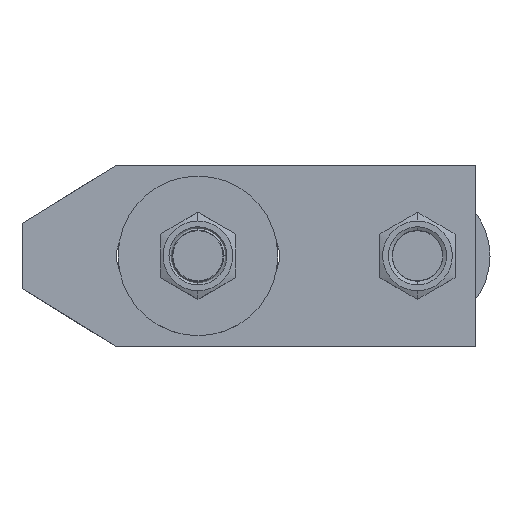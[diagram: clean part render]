
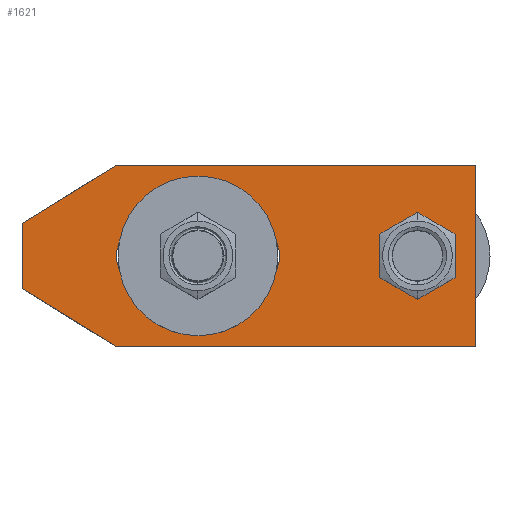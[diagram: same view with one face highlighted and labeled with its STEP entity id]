
A CAD part, top view. The second image highlights one B-rep face of the part: STEP entity #1621.
In plain terms, the highlighted planar face has unit normal (0, 0, 1).
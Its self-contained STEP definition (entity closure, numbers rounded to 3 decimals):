
#703=EDGE_CURVE('',#829,#1339,#1831,.T.);
#757=VERTEX_POINT('',#1892);
#829=VERTEX_POINT('',#1976);
#835=EDGE_CURVE('',#1339,#887,#1983,.T.);
#879=VERTEX_POINT('',#2033);
#887=VERTEX_POINT('',#2042);
#989=EDGE_CURVE('',#1039,#879,#2154,.T.);
#1017=EDGE_CURVE('',#1127,#1039,#2184,.T.);
#1039=VERTEX_POINT('',#2208);
#1085=EDGE_CURVE('',#1163,#1127,#2259,.T.);
#1127=VERTEX_POINT('',#2308);
#1131=EDGE_CURVE('',#757,#1271,#2312,.T.);
#1163=VERTEX_POINT('',#2348);
#1265=EDGE_CURVE('',#1489,#757,#2455,.T.);
#1271=VERTEX_POINT('',#2461);
#1287=EDGE_CURVE('',#1349,#1389,#2480,.T.);
#1339=VERTEX_POINT('',#2536);
#1349=VERTEX_POINT('',#2547);
#1369=EDGE_CURVE('',#887,#1489,#2569,.T.);
#1389=VERTEX_POINT('',#2590);
#1449=EDGE_CURVE('',#1271,#829,#2651,.T.);
#1477=EDGE_CURVE('',#1389,#1349,#2679,.T.);
#1489=VERTEX_POINT('',#2692);
#1521=EDGE_CURVE('',#879,#1163,#2728,.T.);
#1621=ADVANCED_FACE('',(#2841,#2842,#2843),#2844,.T.);
#1831=LINE('',#3121,#3122);
#1892=CARTESIAN_POINT('',(0.0,9.,25.0));
#1976=CARTESIAN_POINT('',(125.0,25.0,25.0));
#1983=LINE('',#3331,#3332);
#2033=CARTESIAN_POINT('',(35.0,-9.0,25.0));
#2042=CARTESIAN_POINT('',(26.0,-25.0,25.0));
#2154=LINE('',#3560,#3561);
#2184=CIRCLE('',#3615,9.0);
#2208=CARTESIAN_POINT('',(62.0,-9.0,25.0));
#2259=LINE('',#3733,#3734);
#2308=CARTESIAN_POINT('',(62.0,9.0,25.0));
#2312=LINE('',#3814,#3815);
#2348=CARTESIAN_POINT('',(35.0,9.0,25.0));
#2455=LINE('',#4065,#4066);
#2461=CARTESIAN_POINT('',(26.0,25.0,25.0));
#2480=CIRCLE('',#4097,8.0);
#2536=CARTESIAN_POINT('',(125.0,-25.0,25.0));
#2547=CARTESIAN_POINT('',(101.0,0.,25.0));
#2569=LINE('',#4222,#4223);
#2590=CARTESIAN_POINT('',(117.0,0.,25.0));
#2651=LINE('',#4389,#4390);
#2679=CIRCLE('',#4440,8.0);
#2692=CARTESIAN_POINT('',(0.0,-9.,25.0));
#2728=CIRCLE('',#4513,9.0);
#2841=FACE_BOUND('',#4672,.T.);
#2842=FACE_BOUND('',#4673,.T.);
#2843=FACE_OUTER_BOUND('',#4674,.T.);
#2844=PLANE('',#4675);
#3121=CARTESIAN_POINT('',(125.0,-25.0,25.0));
#3122=VECTOR('',#4931,1.0);
#3331=CARTESIAN_POINT('',(26.0,-25.0,25.0));
#3332=VECTOR('',#5137,1.0);
#3560=CARTESIAN_POINT('',(64.622,-9.0,25.0));
#3561=VECTOR('',#5323,1.0);
#3615=AXIS2_PLACEMENT_3D('',#5351,#5352,#5353);
#3733=CARTESIAN_POINT('',(51.122,9.0,25.0));
#3734=VECTOR('',#5435,1.0);
#3814=CARTESIAN_POINT('',(26.0,25.0,25.0));
#3815=VECTOR('',#5512,1.0);
#4065=CARTESIAN_POINT('',(0.0,9.,25.0));
#4066=VECTOR('',#5624,1.0);
#4097=AXIS2_PLACEMENT_3D('',#5659,#5660,#5661);
#4222=CARTESIAN_POINT('',(0.0,-9.,25.0));
#4223=VECTOR('',#5745,1.0);
#4389=CARTESIAN_POINT('',(125.0,25.0,25.0));
#4390=VECTOR('',#5785,1.0);
#4440=AXIS2_PLACEMENT_3D('',#5799,#5800,#5801);
#4513=AXIS2_PLACEMENT_3D('',#5862,#5863,#5864);
#4672=EDGE_LOOP('',(#6010,#6011));
#4673=EDGE_LOOP('',(#6012,#6013,#6014,#6015));
#4674=EDGE_LOOP('',(#6016,#6017,#6018,#6019,#6020,#6021));
#4675=AXIS2_PLACEMENT_3D('',#6022,#6023,#6024);
#4931=DIRECTION('',(0.0,-1.0,0.0));
#5137=DIRECTION('',(-1.0,0.0,0.0));
#5323=DIRECTION('',(-1.0,0.0,0.0));
#5351=CARTESIAN_POINT('',(62.0,0.0,25.0));
#5352=DIRECTION('',(0.0,0.0,-1.0));
#5353=DIRECTION('',(0.0,1.0,0.0));
#5435=DIRECTION('',(1.0,0.0,0.0));
#5512=DIRECTION('',(0.852,0.524,0.0));
#5624=DIRECTION('',(0.0,1.0,0.0));
#5659=CARTESIAN_POINT('',(109.0,0.0,25.0));
#5660=DIRECTION('',(0.0,0.0,-1.0));
#5661=DIRECTION('',(-1.0,0.,0.0));
#5745=DIRECTION('',(-0.852,0.524,0.0));
#5785=DIRECTION('',(1.0,0.0,0.0));
#5799=CARTESIAN_POINT('',(109.0,0.0,25.0));
#5800=DIRECTION('',(0.0,0.0,-1.0));
#5801=DIRECTION('',(-1.0,0.,0.0));
#5862=CARTESIAN_POINT('',(35.0,0.0,25.0));
#5863=DIRECTION('',(0.0,0.0,-1.0));
#5864=DIRECTION('',(0.0,-1.0,0.0));
#6010=ORIENTED_EDGE('',*,*,#1287,.T.);
#6011=ORIENTED_EDGE('',*,*,#1477,.T.);
#6012=ORIENTED_EDGE('',*,*,#1521,.T.);
#6013=ORIENTED_EDGE('',*,*,#1085,.T.);
#6014=ORIENTED_EDGE('',*,*,#1017,.T.);
#6015=ORIENTED_EDGE('',*,*,#989,.T.);
#6016=ORIENTED_EDGE('',*,*,#835,.F.);
#6017=ORIENTED_EDGE('',*,*,#703,.F.);
#6018=ORIENTED_EDGE('',*,*,#1449,.F.);
#6019=ORIENTED_EDGE('',*,*,#1131,.F.);
#6020=ORIENTED_EDGE('',*,*,#1265,.F.);
#6021=ORIENTED_EDGE('',*,*,#1369,.F.);
#6022=CARTESIAN_POINT('',(67.244,0.,25.0));
#6023=DIRECTION('',(0.0,0.0,1.0));
#6024=DIRECTION('',(1.0,0.0,0.0));
